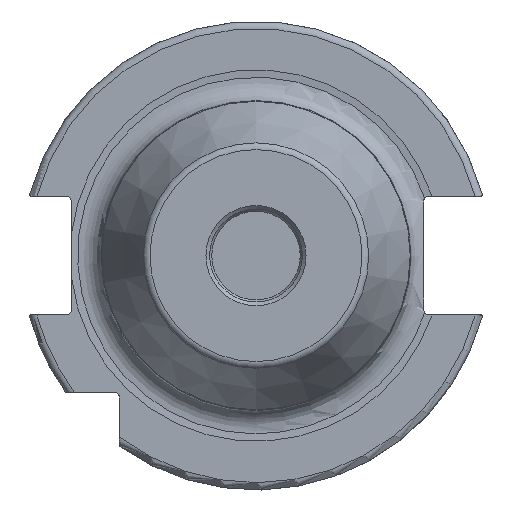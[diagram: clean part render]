
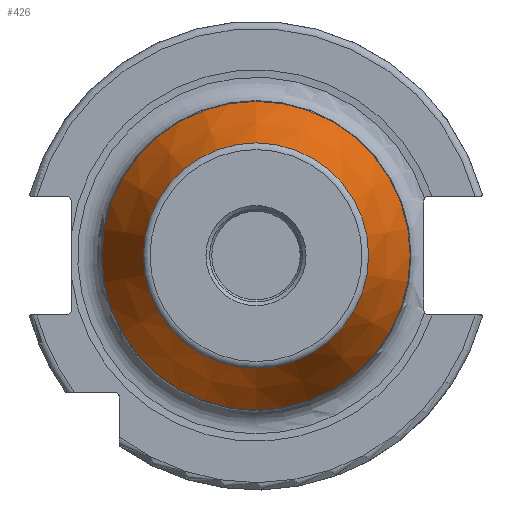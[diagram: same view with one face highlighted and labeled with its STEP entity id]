
A CAD part, left-side view. The second image highlights one B-rep face of the part: STEP entity #426.
In plain terms, the highlighted conical face has half-angle 25 degrees and reference radius 15.269 mm.
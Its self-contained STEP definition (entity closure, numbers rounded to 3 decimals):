
#56=CONICAL_SURFACE('',#1767,15.269,25.);
#338=FACE_BOUND('',#631,.T.);
#339=FACE_BOUND('',#632,.T.);
#426=ADVANCED_FACE('',(#338,#339),#56,.T.);
#631=EDGE_LOOP('',(#941));
#632=EDGE_LOOP('',(#942));
#941=ORIENTED_EDGE('',*,*,#1511,.T.);
#942=ORIENTED_EDGE('',*,*,#1512,.F.);
#1296=VERTEX_POINT('',#3351);
#1297=VERTEX_POINT('',#3354);
#1511=EDGE_CURVE('',#1296,#1296,#1613,.T.);
#1512=EDGE_CURVE('',#1297,#1297,#1614,.T.);
#1613=CIRCLE('',#1764,20.901);
#1614=CIRCLE('',#1766,15.269);
#1764=AXIS2_PLACEMENT_3D('',#3350,#2119,#2120);
#1766=AXIS2_PLACEMENT_3D('',#3353,#2123,#2124);
#1767=AXIS2_PLACEMENT_3D('',#3355,#2125,#2126);
#2119=DIRECTION('',(-1.,0.,0.));
#2120=DIRECTION('',(0.,0.,-1.));
#2123=DIRECTION('',(-1.,0.,0.));
#2124=DIRECTION('',(0.,0.,-1.));
#2125=DIRECTION('',(1.,0.,0.));
#2126=DIRECTION('',(0.,0.,-1.));
#3350=CARTESIAN_POINT('',(12.656,0.,0.));
#3351=CARTESIAN_POINT('',(12.656,0.,-20.901));
#3353=CARTESIAN_POINT('',(0.577,0.,0.));
#3354=CARTESIAN_POINT('',(0.577,0.,-15.269));
#3355=CARTESIAN_POINT('',(0.577,0.,0.));
